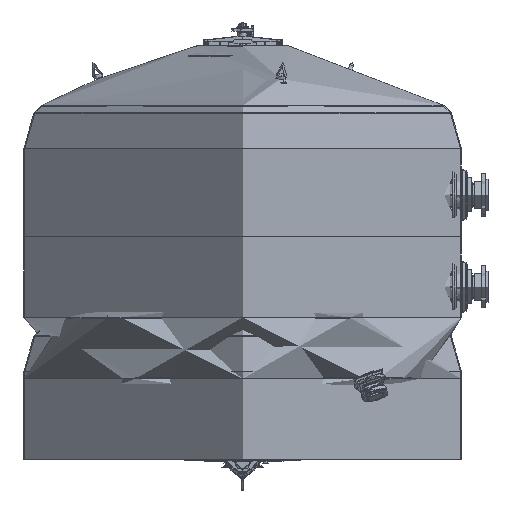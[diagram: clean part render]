
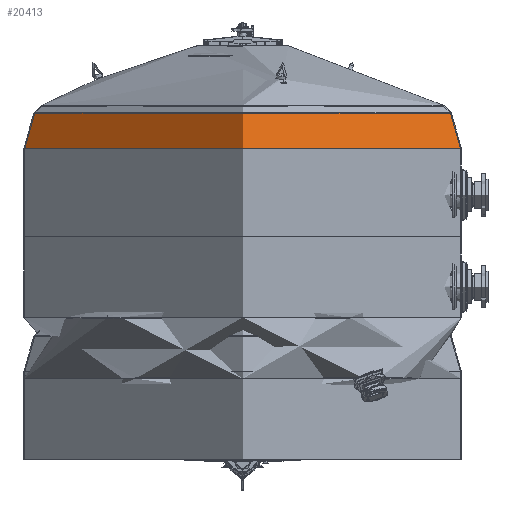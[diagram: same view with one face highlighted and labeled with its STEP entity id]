
A CAD part, front view. The second image highlights one B-rep face of the part: STEP entity #20413.
In plain terms, the highlighted toroidal (fillet/blend) face has major radius 821.679 mm and minor radius 368.321 mm.
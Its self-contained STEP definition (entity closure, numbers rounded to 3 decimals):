
#20413 = ADVANCED_FACE( '', ( #29541, #29542 ), #29543, .T. );
#29541 = FACE_OUTER_BOUND( '', #33034, .T. );
#29542 = FACE_OUTER_BOUND( '', #33035, .T. );
#29543 = TOROIDAL_SURFACE( '', #33036, 821.679, 368.321 );
#33034 = EDGE_LOOP( '', ( #37986 ) );
#33035 = EDGE_LOOP( '', ( #37987 ) );
#33036 = AXIS2_PLACEMENT_3D( '', #37988, #37989, #37990 );
#37986 = ORIENTED_EDGE( '', *, *, #73020, .T. );
#37987 = ORIENTED_EDGE( '', *, *, #73018, .F. );
#37988 = CARTESIAN_POINT( '', ( 0., 0., 480. ) );
#37989 = DIRECTION( '', ( 0., 0., -1. ) );
#37990 = DIRECTION( '', ( -1., 0., 0. ) );
#73018 = EDGE_CURVE( '', #76826, #76826, #76827, .T. );
#73020 = EDGE_CURVE( '', #76830, #76830, #76831, .T. );
#76826 = VERTEX_POINT( '', #79143 );
#76827 = CIRCLE( '', #79144, 1190. );
#76830 = VERTEX_POINT( '', #79147 );
#76831 = CIRCLE( '', #79148, 1134.538 );
#79143 = CARTESIAN_POINT( '', ( -1190., 0., 480. ) );
#79144 = AXIS2_PLACEMENT_3D( '', #79193, #79194, #79195 );
#79147 = CARTESIAN_POINT( '', ( -1134.538, 0., 674.37 ) );
#79148 = AXIS2_PLACEMENT_3D( '', #79199, #79200, #79201 );
#79193 = CARTESIAN_POINT( '', ( 0., 0., 480. ) );
#79194 = DIRECTION( '', ( 0., 0., -1. ) );
#79195 = DIRECTION( '', ( -1., 0., 0. ) );
#79199 = CARTESIAN_POINT( '', ( 0., 0., 674.37 ) );
#79200 = DIRECTION( '', ( 0., 0., -1. ) );
#79201 = DIRECTION( '', ( -1., 0., 0. ) );
